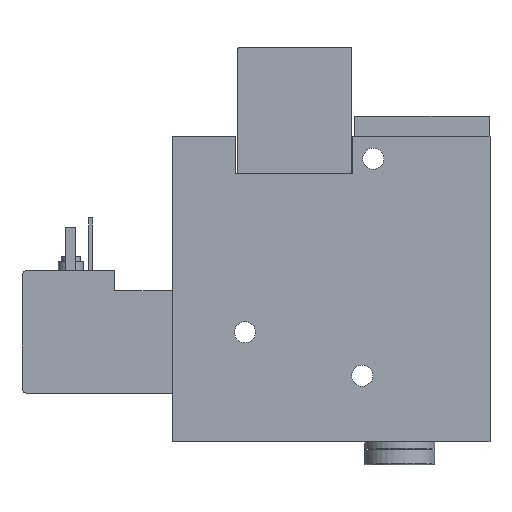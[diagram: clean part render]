
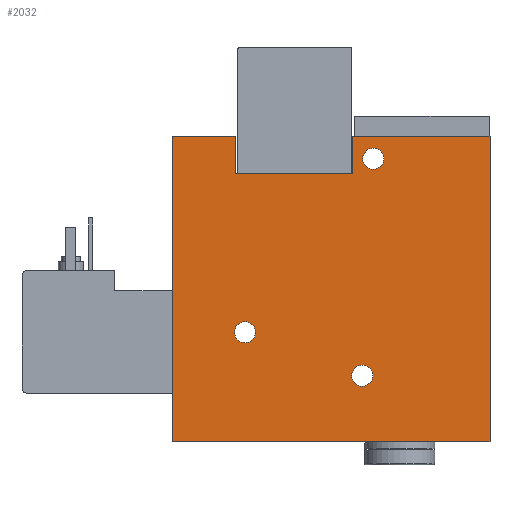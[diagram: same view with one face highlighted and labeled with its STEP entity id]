
A CAD part, left-side view. The second image highlights one B-rep face of the part: STEP entity #2032.
In plain terms, the highlighted face is planar.
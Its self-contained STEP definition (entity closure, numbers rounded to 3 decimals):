
#50=LINE('',#2751,#169);
#54=LINE('',#2760,#173);
#61=LINE('',#2774,#180);
#64=LINE('',#2780,#183);
#71=LINE('',#2794,#190);
#74=LINE('',#2810,#193);
#77=LINE('',#2822,#196);
#84=LINE('',#2836,#203);
#169=VECTOR('',#2310,1000.);
#173=VECTOR('',#2316,1000.);
#180=VECTOR('',#2325,1000.);
#183=VECTOR('',#2330,1000.);
#190=VECTOR('',#2339,1000.);
#193=VECTOR('',#2354,1000.);
#196=VECTOR('',#2365,1000.);
#203=VECTOR('',#2374,1000.);
#297=PLANE('',#2158);
#365=CIRCLE('',#2159,2.1);
#366=CIRCLE('',#2160,2.1);
#367=CIRCLE('',#2161,2.1);
#478=ORIENTED_EDGE('',*,*,#829,.F.);
#479=ORIENTED_EDGE('',*,*,#830,.F.);
#480=ORIENTED_EDGE('',*,*,#831,.F.);
#481=ORIENTED_EDGE('',*,*,#782,.F.);
#482=ORIENTED_EDGE('',*,*,#824,.F.);
#483=ORIENTED_EDGE('',*,*,#817,.F.);
#484=ORIENTED_EDGE('',*,*,#811,.F.);
#485=ORIENTED_EDGE('',*,*,#803,.F.);
#486=ORIENTED_EDGE('',*,*,#796,.F.);
#487=ORIENTED_EDGE('',*,*,#793,.F.);
#488=ORIENTED_EDGE('',*,*,#786,.F.);
#782=EDGE_CURVE('',#965,#966,#50,.T.);
#786=EDGE_CURVE('',#966,#969,#54,.T.);
#793=EDGE_CURVE('',#969,#975,#61,.T.);
#796=EDGE_CURVE('',#975,#977,#64,.T.);
#803=EDGE_CURVE('',#977,#983,#71,.T.);
#811=EDGE_CURVE('',#983,#990,#74,.T.);
#817=EDGE_CURVE('',#990,#995,#77,.T.);
#824=EDGE_CURVE('',#995,#965,#84,.T.);
#829=EDGE_CURVE('',#1004,#1004,#365,.T.);
#830=EDGE_CURVE('',#1005,#1005,#366,.T.);
#831=EDGE_CURVE('',#1006,#1006,#367,.T.);
#965=VERTEX_POINT('',#2752);
#966=VERTEX_POINT('',#2753);
#969=VERTEX_POINT('',#2761);
#975=VERTEX_POINT('',#2775);
#977=VERTEX_POINT('',#2781);
#983=VERTEX_POINT('',#2795);
#990=VERTEX_POINT('',#2811);
#995=VERTEX_POINT('',#2823);
#1004=VERTEX_POINT('',#2847);
#1005=VERTEX_POINT('',#2849);
#1006=VERTEX_POINT('',#2851);
#1127=EDGE_LOOP('',(#478));
#1128=EDGE_LOOP('',(#479));
#1129=EDGE_LOOP('',(#480));
#1130=EDGE_LOOP('',(#481,#482,#483,#484,#485,#486,#487,#488));
#1287=FACE_BOUND('',#1127,.T.);
#1288=FACE_BOUND('',#1128,.T.);
#1289=FACE_BOUND('',#1129,.T.);
#1290=FACE_BOUND('',#1130,.T.);
#2032=ADVANCED_FACE('',(#1287,#1288,#1289,#1290),#297,.F.);
#2158=AXIS2_PLACEMENT_3D('',#2845,#2384,#2385);
#2159=AXIS2_PLACEMENT_3D('',#2846,#2386,#2387);
#2160=AXIS2_PLACEMENT_3D('',#2848,#2388,#2389);
#2161=AXIS2_PLACEMENT_3D('',#2850,#2390,#2391);
#2310=DIRECTION('',(0.,-1.,0.));
#2316=DIRECTION('',(1.,0.,0.));
#2325=DIRECTION('',(0.,-1.,0.));
#2330=DIRECTION('',(-1.,0.,0.));
#2339=DIRECTION('',(0.,-1.,0.));
#2354=DIRECTION('',(1.,0.,0.));
#2365=DIRECTION('',(0.,1.,0.));
#2374=DIRECTION('',(-1.,0.,0.));
#2384=DIRECTION('',(0.,0.,1.));
#2385=DIRECTION('',(1.,0.,0.));
#2386=DIRECTION('',(0.,0.,-1.));
#2387=DIRECTION('',(-1.,0.,0.));
#2388=DIRECTION('',(0.,0.,-1.));
#2389=DIRECTION('',(-1.,0.,0.));
#2390=DIRECTION('',(0.,0.,-1.));
#2391=DIRECTION('',(-1.,0.,0.));
#2751=CARTESIAN_POINT('',(-61.,63.4,-9.));
#2752=CARTESIAN_POINT('',(-61.,63.4,-9.));
#2753=CARTESIAN_POINT('',(-61.,50.72,-9.));
#2760=CARTESIAN_POINT('',(-61.,50.72,-9.));
#2761=CARTESIAN_POINT('',(-53.509,50.72,-9.));
#2774=CARTESIAN_POINT('',(-53.509,50.72,-9.));
#2775=CARTESIAN_POINT('',(-53.509,27.4,-9.));
#2780=CARTESIAN_POINT('',(-53.509,27.4,-9.));
#2781=CARTESIAN_POINT('',(-61.,27.4,-9.));
#2794=CARTESIAN_POINT('',(-61.,27.4,-9.));
#2795=CARTESIAN_POINT('',(-61.,0.,-9.));
#2810=CARTESIAN_POINT('',(-61.,0.,-9.));
#2811=CARTESIAN_POINT('',(0.,0.,-9.));
#2822=CARTESIAN_POINT('',(0.,0.,-9.));
#2823=CARTESIAN_POINT('',(0.,63.4,-9.));
#2836=CARTESIAN_POINT('',(0.,63.4,-9.));
#2845=CARTESIAN_POINT('',(0.,0.,-9.));
#2846=CARTESIAN_POINT('',(-56.5,23.3,-9.));
#2847=CARTESIAN_POINT('',(-58.6,23.3,-9.));
#2848=CARTESIAN_POINT('',(-21.9,48.9,-9.));
#2849=CARTESIAN_POINT('',(-24.,48.9,-9.));
#2850=CARTESIAN_POINT('',(-13.2,25.5,-9.));
#2851=CARTESIAN_POINT('',(-15.3,25.5,-9.));
